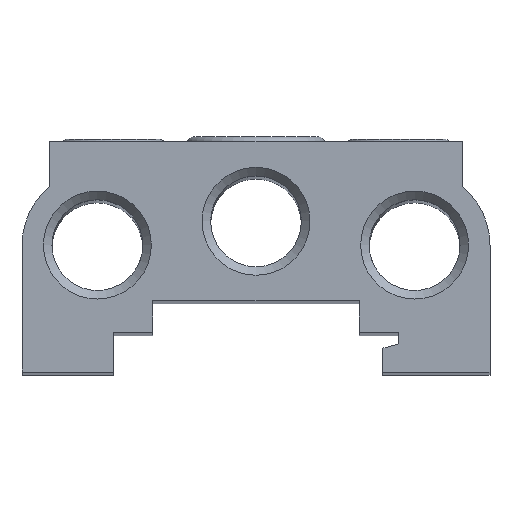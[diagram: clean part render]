
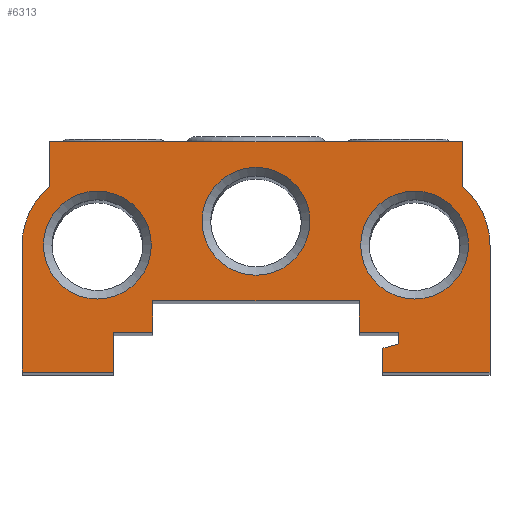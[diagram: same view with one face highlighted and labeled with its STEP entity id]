
A CAD part, top view. The second image highlights one B-rep face of the part: STEP entity #6313.
In plain terms, the highlighted planar face has unit normal (0, 0, 1).
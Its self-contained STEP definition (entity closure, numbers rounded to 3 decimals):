
#23=LINE('',#8405,#109);
#45=LINE('',#8530,#131);
#67=LINE('',#9297,#153);
#70=LINE('',#9303,#156);
#73=LINE('',#9309,#159);
#76=LINE('',#9315,#162);
#79=LINE('',#9321,#165);
#82=LINE('',#9327,#168);
#84=LINE('',#9332,#170);
#87=LINE('',#9338,#173);
#91=LINE('',#9345,#177);
#94=LINE('',#9351,#180);
#97=LINE('',#9357,#183);
#100=LINE('',#9366,#186);
#103=LINE('',#9381,#189);
#104=LINE('',#9387,#190);
#109=VECTOR('',#7075,1000.);
#131=VECTOR('',#7213,1000.);
#153=VECTOR('',#8181,1000.);
#156=VECTOR('',#8186,1000.);
#159=VECTOR('',#8191,1000.);
#162=VECTOR('',#8196,1000.);
#165=VECTOR('',#8201,1000.);
#168=VECTOR('',#8206,1000.);
#170=VECTOR('',#8210,1000.);
#173=VECTOR('',#8215,1000.);
#177=VECTOR('',#8221,1000.);
#180=VECTOR('',#8226,1000.);
#183=VECTOR('',#8231,1000.);
#186=VECTOR('',#8242,1000.);
#189=VECTOR('',#8259,1000.);
#190=VECTOR('',#8268,1000.);
#431=PLANE('',#6939);
#1154=ORIENTED_EDGE('',*,*,#1541,.T.);
#1155=ORIENTED_EDGE('',*,*,#1540,.T.);
#1156=ORIENTED_EDGE('',*,*,#1539,.T.);
#1157=ORIENTED_EDGE('',*,*,#1586,.F.);
#1158=ORIENTED_EDGE('',*,*,#1588,.F.);
#1159=ORIENTED_EDGE('',*,*,#1311,.F.);
#1160=ORIENTED_EDGE('',*,*,#1589,.F.);
#1161=ORIENTED_EDGE('',*,*,#1545,.F.);
#1162=ORIENTED_EDGE('',*,*,#1548,.F.);
#1163=ORIENTED_EDGE('',*,*,#1551,.F.);
#1164=ORIENTED_EDGE('',*,*,#1554,.F.);
#1165=ORIENTED_EDGE('',*,*,#1557,.F.);
#1166=ORIENTED_EDGE('',*,*,#1560,.F.);
#1167=ORIENTED_EDGE('',*,*,#1562,.F.);
#1168=ORIENTED_EDGE('',*,*,#1565,.F.);
#1169=ORIENTED_EDGE('',*,*,#1569,.F.);
#1170=ORIENTED_EDGE('',*,*,#1572,.F.);
#1171=ORIENTED_EDGE('',*,*,#1575,.F.);
#1172=ORIENTED_EDGE('',*,*,#1578,.F.);
#1173=ORIENTED_EDGE('',*,*,#1580,.F.);
#1174=ORIENTED_EDGE('',*,*,#1263,.F.);
#1263=EDGE_CURVE('',#1650,#1648,#23,.T.);
#1311=EDGE_CURVE('',#1695,#1693,#45,.T.);
#1539=EDGE_CURVE('',#1961,#1961,#2285,.T.);
#1540=EDGE_CURVE('',#1962,#1962,#2286,.T.);
#1541=EDGE_CURVE('',#1963,#1963,#2287,.T.);
#1545=EDGE_CURVE('',#1967,#1965,#67,.T.);
#1548=EDGE_CURVE('',#1969,#1967,#70,.T.);
#1551=EDGE_CURVE('',#1971,#1969,#73,.T.);
#1554=EDGE_CURVE('',#1973,#1971,#76,.T.);
#1557=EDGE_CURVE('',#1975,#1973,#79,.T.);
#1560=EDGE_CURVE('',#1977,#1975,#82,.T.);
#1562=EDGE_CURVE('',#1979,#1977,#84,.T.);
#1565=EDGE_CURVE('',#1981,#1979,#87,.T.);
#1569=EDGE_CURVE('',#1983,#1981,#91,.T.);
#1572=EDGE_CURVE('',#1985,#1983,#94,.T.);
#1575=EDGE_CURVE('',#1987,#1985,#97,.T.);
#1578=EDGE_CURVE('',#1989,#1987,#2289,.T.);
#1580=EDGE_CURVE('',#1648,#1989,#100,.T.);
#1586=EDGE_CURVE('',#1994,#1650,#103,.T.);
#1588=EDGE_CURVE('',#1693,#1994,#2294,.T.);
#1589=EDGE_CURVE('',#1965,#1695,#104,.T.);
#1648=VERTEX_POINT('',#8400);
#1650=VERTEX_POINT('',#8404);
#1693=VERTEX_POINT('',#8525);
#1695=VERTEX_POINT('',#8529);
#1961=VERTEX_POINT('',#9282);
#1962=VERTEX_POINT('',#9285);
#1963=VERTEX_POINT('',#9288);
#1965=VERTEX_POINT('',#9292);
#1967=VERTEX_POINT('',#9296);
#1969=VERTEX_POINT('',#9302);
#1971=VERTEX_POINT('',#9308);
#1973=VERTEX_POINT('',#9314);
#1975=VERTEX_POINT('',#9320);
#1977=VERTEX_POINT('',#9326);
#1979=VERTEX_POINT('',#9331);
#1981=VERTEX_POINT('',#9337);
#1983=VERTEX_POINT('',#9344);
#1985=VERTEX_POINT('',#9350);
#1987=VERTEX_POINT('',#9356);
#1989=VERTEX_POINT('',#9362);
#1994=VERTEX_POINT('',#9380);
#2285=CIRCLE('',#6910,6.8);
#2286=CIRCLE('',#6912,6.8);
#2287=CIRCLE('',#6914,6.8);
#2289=CIRCLE('',#6928,9.5);
#2294=CIRCLE('',#6940,9.5);
#2912=EDGE_LOOP('',(#1154));
#2913=EDGE_LOOP('',(#1155));
#2914=EDGE_LOOP('',(#1156));
#2915=EDGE_LOOP('',(#1157,#1158,#1159,#1160,#1161,#1162,#1163,#1164,#1165,
#1166,#1167,#1168,#1169,#1170,#1171,#1172,#1173,#1174));
#3588=FACE_BOUND('',#2912,.T.);
#3589=FACE_BOUND('',#2913,.T.);
#3590=FACE_BOUND('',#2914,.T.);
#3591=FACE_BOUND('',#2915,.T.);
#6313=ADVANCED_FACE('',(#3588,#3589,#3590,#3591),#431,.T.);
#6910=AXIS2_PLACEMENT_3D('',#9281,#8166,#8167);
#6912=AXIS2_PLACEMENT_3D('',#9284,#8170,#8171);
#6914=AXIS2_PLACEMENT_3D('',#9287,#8174,#8175);
#6928=AXIS2_PLACEMENT_3D('',#9363,#8237,#8238);
#6939=AXIS2_PLACEMENT_3D('',#9385,#8264,#8265);
#6940=AXIS2_PLACEMENT_3D('',#9386,#8266,#8267);
#7075=DIRECTION('',(1.,0.,0.));
#7213=DIRECTION('',(0.,1.,0.));
#8166=DIRECTION('',(0.,0.,-1.));
#8167=DIRECTION('',(-1.,0.,0.));
#8170=DIRECTION('',(0.,0.,-1.));
#8171=DIRECTION('',(-1.,0.,0.));
#8174=DIRECTION('',(0.,0.,-1.));
#8175=DIRECTION('',(-1.,0.,0.));
#8181=DIRECTION('',(0.,-1.,0.));
#8186=DIRECTION('',(-1.,0.,0.));
#8191=DIRECTION('',(0.,-1.,0.));
#8196=DIRECTION('',(-1.,0.,0.));
#8201=DIRECTION('',(0.,1.,0.));
#8206=DIRECTION('',(-1.,0.,0.));
#8210=DIRECTION('',(0.,1.,0.));
#8215=DIRECTION('',(0.966,0.259,0.));
#8221=DIRECTION('',(0.,1.,0.));
#8226=DIRECTION('',(-1.,0.,0.));
#8231=DIRECTION('',(0.,-1.,0.));
#8237=DIRECTION('',(0.,0.,-1.));
#8238=DIRECTION('',(1.,0.,0.));
#8242=DIRECTION('',(0.,-1.,0.));
#8259=DIRECTION('',(0.,1.,0.));
#8264=DIRECTION('',(0.,0.,1.));
#8265=DIRECTION('',(1.,0.,0.));
#8266=DIRECTION('',(0.,0.,-1.));
#8267=DIRECTION('',(-0.632,0.775,0.));
#8268=DIRECTION('',(-1.,0.,0.));
#8400=CARTESIAN_POINT('',(26.,29.,391.));
#8404=CARTESIAN_POINT('',(-26.,29.,391.));
#8405=CARTESIAN_POINT('',(-26.,29.,391.));
#8525=CARTESIAN_POINT('',(-29.5,16.,391.));
#8529=CARTESIAN_POINT('',(-29.5,0.,391.));
#8530=CARTESIAN_POINT('',(-29.5,0.,391.));
#9281=CARTESIAN_POINT('',(-20.,16.,391.));
#9282=CARTESIAN_POINT('',(-26.8,16.,391.));
#9284=CARTESIAN_POINT('',(0.,19.,391.));
#9285=CARTESIAN_POINT('',(-6.8,19.,391.));
#9287=CARTESIAN_POINT('',(20.,16.,391.));
#9288=CARTESIAN_POINT('',(13.2,16.,391.));
#9292=CARTESIAN_POINT('',(-18.,0.,391.));
#9296=CARTESIAN_POINT('',(-18.,5.,391.));
#9297=CARTESIAN_POINT('',(-18.,5.,391.));
#9302=CARTESIAN_POINT('',(-13.,5.,391.));
#9303=CARTESIAN_POINT('',(-13.,5.,391.));
#9308=CARTESIAN_POINT('',(-13.,9.,391.));
#9309=CARTESIAN_POINT('',(-13.,9.,391.));
#9314=CARTESIAN_POINT('',(13.,9.,391.));
#9315=CARTESIAN_POINT('',(13.,9.,391.));
#9320=CARTESIAN_POINT('',(13.,5.,391.));
#9321=CARTESIAN_POINT('',(13.,5.,391.));
#9326=CARTESIAN_POINT('',(18.,5.,391.));
#9327=CARTESIAN_POINT('',(18.,5.,391.));
#9331=CARTESIAN_POINT('',(18.,3.536,391.));
#9332=CARTESIAN_POINT('',(18.,3.536,391.));
#9337=CARTESIAN_POINT('',(16.,3.,391.));
#9338=CARTESIAN_POINT('',(16.,3.,391.));
#9344=CARTESIAN_POINT('',(16.,0.,391.));
#9345=CARTESIAN_POINT('',(16.,0.,391.));
#9350=CARTESIAN_POINT('',(29.5,0.,391.));
#9351=CARTESIAN_POINT('',(29.5,0.,391.));
#9356=CARTESIAN_POINT('',(29.5,16.,391.));
#9357=CARTESIAN_POINT('',(29.5,16.,391.));
#9362=CARTESIAN_POINT('',(26.,23.365,391.));
#9363=CARTESIAN_POINT('',(20.,16.,391.));
#9366=CARTESIAN_POINT('',(26.,29.,391.));
#9380=CARTESIAN_POINT('',(-26.,23.365,391.));
#9381=CARTESIAN_POINT('',(-26.,23.365,391.));
#9385=CARTESIAN_POINT('',(0.278,14.351,391.));
#9386=CARTESIAN_POINT('',(-20.,16.,391.));
#9387=CARTESIAN_POINT('',(-18.,0.,391.));
